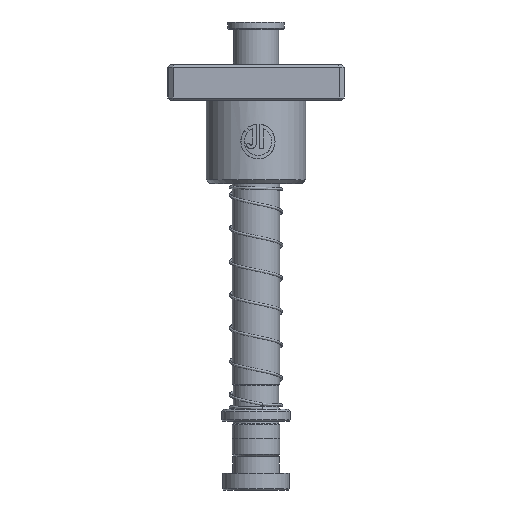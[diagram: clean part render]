
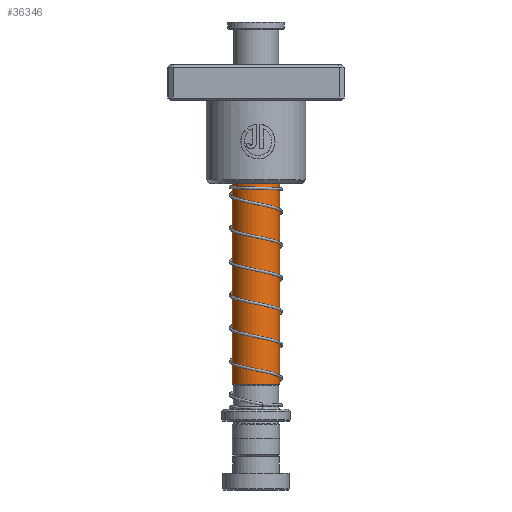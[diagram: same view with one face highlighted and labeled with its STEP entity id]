
A CAD part, front view. The second image highlights one B-rep face of the part: STEP entity #36346.
In plain terms, the highlighted cylindrical face has radius 10.009 mm (diameter 20.018 mm), a partial arc.
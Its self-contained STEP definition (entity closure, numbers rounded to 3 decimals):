
#750 = DIRECTION ( 'NONE',  ( 0., 0., -1. ) ) ;
#1642 = EDGE_CURVE ( 'NONE', #10006, #4624, #21056, .T. ) ;
#4327 = CARTESIAN_POINT ( 'NONE',  ( -10.009, 0., 165. ) ) ;
#4624 = VERTEX_POINT ( 'NONE', #15829 ) ;
#4835 = AXIS2_PLACEMENT_3D ( 'NONE', #32000, #27118, #26741 ) ;
#6060 = CYLINDRICAL_SURFACE ( 'NONE', #18039, 10.009 ) ;
#6435 = VECTOR ( 'NONE', #750, 1000. ) ;
#7013 = EDGE_CURVE ( 'NONE', #8382, #20645, #28105, .T. ) ;
#8382 = VERTEX_POINT ( 'NONE', #29622 ) ;
#9508 = ORIENTED_EDGE ( 'NONE', *, *, #7013, .T. ) ;
#10006 = VERTEX_POINT ( 'NONE', #24219 ) ;
#11842 = LINE ( 'NONE', #4327, #33758 ) ;
#12644 = DIRECTION ( 'NONE',  ( 0., 0., -1. ) ) ;
#13302 = CARTESIAN_POINT ( 'NONE',  ( 0., 0., 163. ) ) ;
#15829 = CARTESIAN_POINT ( 'NONE',  ( 10.009, 0., 30.5 ) ) ;
#16022 = DIRECTION ( 'NONE',  ( 0., 0., -1. ) ) ;
#16687 = EDGE_LOOP ( 'NONE', ( #19730, #9508, #27734, #21456 ) ) ;
#17842 = EDGE_CURVE ( 'NONE', #8382, #4624, #18899, .T. ) ;
#18039 = AXIS2_PLACEMENT_3D ( 'NONE', #23819, #12644, #32862 ) ;
#18899 = LINE ( 'NONE', #32048, #6435 ) ;
#19730 = ORIENTED_EDGE ( 'NONE', *, *, #17842, .F. ) ;
#20645 = VERTEX_POINT ( 'NONE', #31712 ) ;
#21056 = CIRCLE ( 'NONE', #4835, 10.009 ) ;
#21456 = ORIENTED_EDGE ( 'NONE', *, *, #1642, .T. ) ;
#23819 = CARTESIAN_POINT ( 'NONE',  ( 0., 0., 165. ) ) ;
#24219 = CARTESIAN_POINT ( 'NONE',  ( -10.009, 0., 30.5 ) ) ;
#24602 = DIRECTION ( 'NONE',  ( 1., 0., 0. ) ) ;
#25004 = FACE_OUTER_BOUND ( 'NONE', #16687, .T. ) ;
#26741 = DIRECTION ( 'NONE',  ( 1., 0., 0. ) ) ;
#27118 = DIRECTION ( 'NONE',  ( 0., 0., 1. ) ) ;
#27390 = DIRECTION ( 'NONE',  ( 0., 0., -1. ) ) ;
#27734 = ORIENTED_EDGE ( 'NONE', *, *, #35923, .T. ) ;
#28105 = CIRCLE ( 'NONE', #29952, 10.009 ) ;
#29622 = CARTESIAN_POINT ( 'NONE',  ( 10.009, 0., 163. ) ) ;
#29952 = AXIS2_PLACEMENT_3D ( 'NONE', #13302, #16022, #24602 ) ;
#31712 = CARTESIAN_POINT ( 'NONE',  ( -10.009, 0., 163. ) ) ;
#32000 = CARTESIAN_POINT ( 'NONE',  ( 0., 0., 30.5 ) ) ;
#32048 = CARTESIAN_POINT ( 'NONE',  ( 10.009, 0., 165. ) ) ;
#32862 = DIRECTION ( 'NONE',  ( -1., 0., 0. ) ) ;
#33758 = VECTOR ( 'NONE', #27390, 1000. ) ;
#35923 = EDGE_CURVE ( 'NONE', #20645, #10006, #11842, .T. ) ;
#36346 = ADVANCED_FACE ( 'NONE', ( #25004 ), #6060, .T. ) ;
